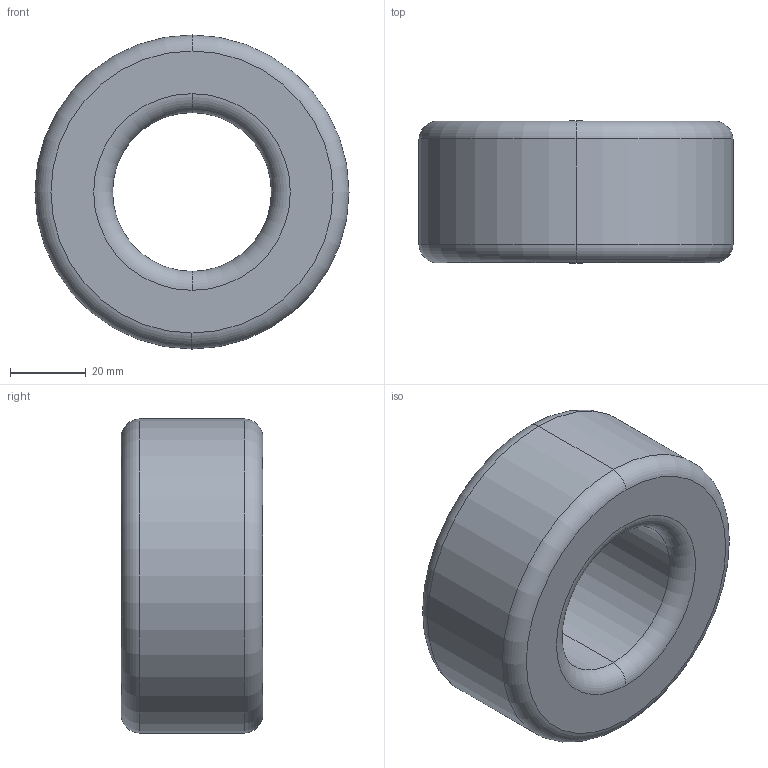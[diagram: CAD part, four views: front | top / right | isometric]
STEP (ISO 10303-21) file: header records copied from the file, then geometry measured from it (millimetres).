
FILE_DESCRIPTION (( 'STEP AP203' ), '1' );
FILE_NAME ('Toroid-transformato.STEP', '2014-06-16T08:58:58', ( '' ), ( '' ), 'SwSTEP 2.0', 'SolidWorks 2011', '' );
FILE_SCHEMA (( 'CONFIG_CONTROL_DESIGN' ));
Length unit declared in the file: millimetre
Products named in the file (3): Toroid-transformato; toroid-outside-kapton_outside; 0077908A7
Assembly tree (3 placements, depth 2):
  Toroid-transformato
    0077908A7  x2
    toroid-outside-kapton_outside
Bounding box: 83 x 37.4 x 83 mm (x, y, z)
Volume: 108691.1 mm3; surface area: 100415.3 mm2
Topology: 5 solids, 6 shells, 92 faces, 184 edges, 112 vertices
Faces by surface type: torus 48, cylinder 24, plane 20
Entity records: 2555 total; most frequent: CARTESIAN_POINT 468, DIRECTION 452, ORIENTED_EDGE 312, AXIS2_PLACEMENT_3D 216, EDGE_CURVE 156, CIRCLE 132, VERTEX_POINT 96, EDGE_LOOP 96
